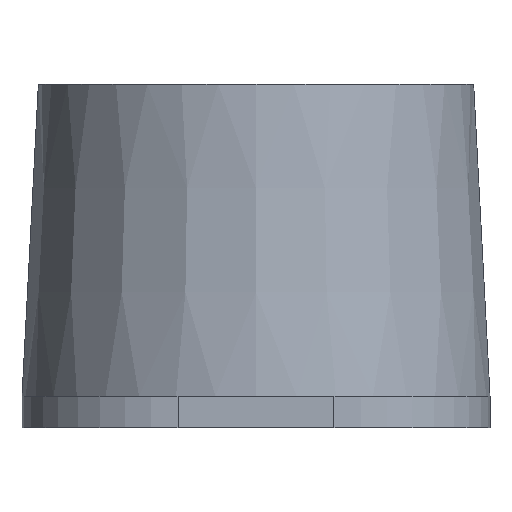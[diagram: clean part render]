
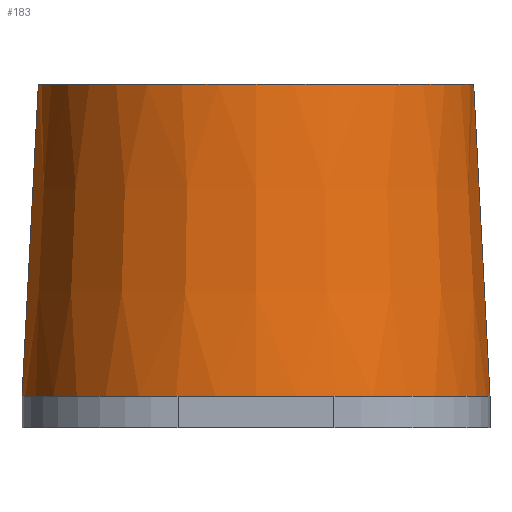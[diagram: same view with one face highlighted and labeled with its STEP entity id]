
A CAD part, front view. The second image highlights one B-rep face of the part: STEP entity #183.
In plain terms, the highlighted conical face has half-angle 3 degrees and reference radius 75 mm.
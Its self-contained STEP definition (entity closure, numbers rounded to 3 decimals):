
#28 = EDGE_LOOP ( 'NONE', ( #356, #219, #187, #48 ) ) ;
#32 = DIRECTION ( 'NONE',  ( 1., 0., 0. ) ) ;
#41 = FACE_OUTER_BOUND ( 'NONE', #28, .T. ) ;
#48 = ORIENTED_EDGE ( 'NONE', *, *, #516, .F. ) ;
#69 = DIRECTION ( 'NONE',  ( 1., 0., 0. ) ) ;
#105 = AXIS2_PLACEMENT_3D ( 'NONE', #242, #330, #69 ) ;
#116 = CARTESIAN_POINT ( 'NONE',  ( -69.759, 0., 100. ) ) ;
#162 = CARTESIAN_POINT ( 'NONE',  ( 75., 0., 0. ) ) ;
#180 = CARTESIAN_POINT ( 'NONE',  ( -75., 0., 0. ) ) ;
#181 = VERTEX_POINT ( 'NONE', #497 ) ;
#182 = CARTESIAN_POINT ( 'NONE',  ( -75., 0., 0. ) ) ;
#183 = ADVANCED_FACE ( 'NONE', ( #41 ), #261, .T. ) ;
#184 = VERTEX_POINT ( 'NONE', #116 ) ;
#187 = ORIENTED_EDGE ( 'NONE', *, *, #553, .T. ) ;
#219 = ORIENTED_EDGE ( 'NONE', *, *, #286, .T. ) ;
#235 = AXIS2_PLACEMENT_3D ( 'NONE', #543, #293, #32 ) ;
#237 = VERTEX_POINT ( 'NONE', #180 ) ;
#242 = CARTESIAN_POINT ( 'NONE',  ( 0., 0., 0. ) ) ;
#250 = CARTESIAN_POINT ( 'NONE',  ( 0., 0., 0. ) ) ;
#257 = VECTOR ( 'NONE', #333, 1000. ) ;
#261 = CONICAL_SURFACE ( 'NONE', #105, 75., 0.052 ) ;
#268 = CIRCLE ( 'NONE', #235, 69.759 ) ;
#270 = DIRECTION ( 'NONE',  ( -0.052, 0., -0.999 ) ) ;
#275 = LINE ( 'NONE', #182, #334 ) ;
#276 = VERTEX_POINT ( 'NONE', #434 ) ;
#286 = EDGE_CURVE ( 'NONE', #184, #237, #275, .T. ) ;
#293 = DIRECTION ( 'NONE',  ( 0., 0., 1. ) ) ;
#294 = AXIS2_PLACEMENT_3D ( 'NONE', #250, #545, #295 ) ;
#295 = DIRECTION ( 'NONE',  ( 1., 0., 0. ) ) ;
#330 = DIRECTION ( 'NONE',  ( 0., 0., -1. ) ) ;
#333 = DIRECTION ( 'NONE',  ( 0.052, 0., -0.999 ) ) ;
#334 = VECTOR ( 'NONE', #270, 1000. ) ;
#356 = ORIENTED_EDGE ( 'NONE', *, *, #493, .F. ) ;
#384 = CIRCLE ( 'NONE', #294, 75. ) ;
#434 = CARTESIAN_POINT ( 'NONE',  ( 75., 0., 0. ) ) ;
#475 = LINE ( 'NONE', #162, #257 ) ;
#493 = EDGE_CURVE ( 'NONE', #184, #181, #268, .T. ) ;
#497 = CARTESIAN_POINT ( 'NONE',  ( 69.759, 0., 100. ) ) ;
#516 = EDGE_CURVE ( 'NONE', #181, #276, #475, .T. ) ;
#543 = CARTESIAN_POINT ( 'NONE',  ( 0., 0., 100. ) ) ;
#545 = DIRECTION ( 'NONE',  ( 0., 0., 1. ) ) ;
#553 = EDGE_CURVE ( 'NONE', #237, #276, #384, .T. ) ;
